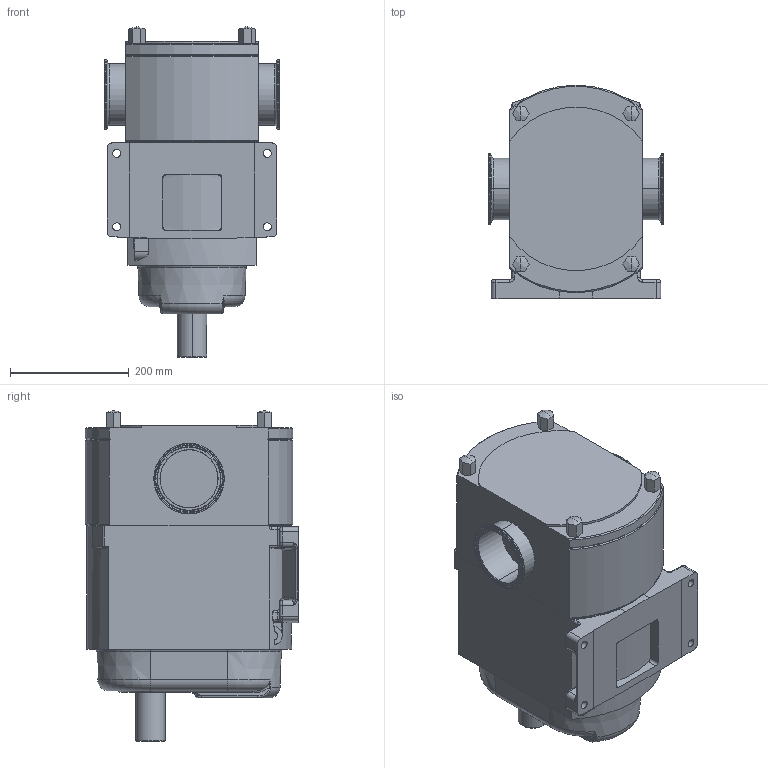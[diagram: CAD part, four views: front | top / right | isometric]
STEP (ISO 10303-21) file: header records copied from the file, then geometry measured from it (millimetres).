
FILE_DESCRIPTION((''),'2;1');
FILE_NAME('FL2130L_4_TRI_CLAMP_SW0001','2023-01-24T06:57:28',('DS'),(''),'CREO PARAMETRIC BY PTC INC, 2022281','CREO PARAMETRIC BY PTC INC, 2022281','');
FILE_SCHEMA(('CONFIG_CONTROL_DESIGN'));
Length unit declared in the file: millimetre
Products named in the file (1): FL2130L_4_TRI_CLAMP_SW0001
Bounding box: 294 x 360 x 557.43 mm (x, y, z)
Volume: 31085932.8 mm3; surface area: 742399.7 mm2
Topology: 1 solids, 1 shells, 346 faces, 852 edges, 515 vertices
Faces by surface type: cylinder 108, plane 99, bspline 50, torus 45, cone 40, sphere 4
Entity records: 13365 total; most frequent: CARTESIAN_POINT 5566, ORIENTED_EDGE 1684, DIRECTION 1553, EDGE_CURVE 842, AXIS2_PLACEMENT_3D 620, VERTEX_POINT 515, EDGE_LOOP 371, FACE_OUTER_BOUND 346
